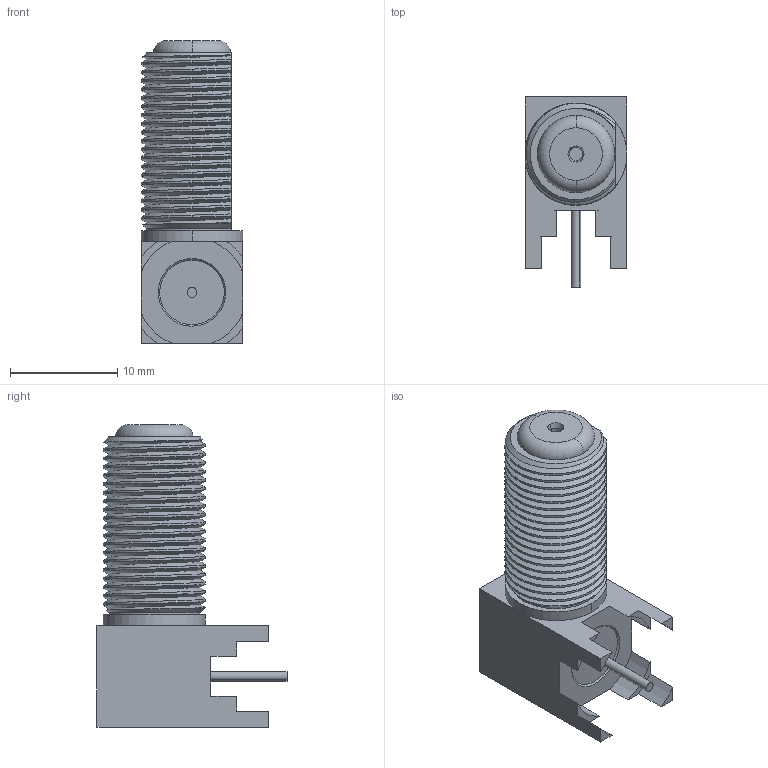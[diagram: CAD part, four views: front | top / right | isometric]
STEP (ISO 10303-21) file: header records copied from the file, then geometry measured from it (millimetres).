
FILE_DESCRIPTION((''),'2;1');
FILE_NAME('733300030','2019-11-26T',('gga'),(''),'PRO/ENGINEER BY PARAMETRIC TECHNOLOGY CORPORATION, 2016010','PRO/ENGINEER BY PARAMETRIC TECHNOLOGY CORPORATION, 2016010','');
FILE_SCHEMA(('CONFIG_CONTROL_DESIGN'));
Length unit declared in the file: millimetre
Products named in the file (1): 733300030
Bounding box: 9.5 x 17.7 x 28.2 mm (x, y, z)
Volume: 2129.9 mm3; surface area: 1539.6 mm2
Topology: 1 solids, 1 shells, 148 faces, 443 edges, 302 vertices
Faces by surface type: cylinder 74, bspline 42, plane 23, cone 7, torus 2
Entity records: 11677 total; most frequent: CARTESIAN_POINT 8152, ORIENTED_EDGE 866, DIRECTION 495, EDGE_CURVE 433, VERTEX_POINT 292, B_SPLINE_CURVE_WITH_KNOTS 232, AXIS2_PLACEMENT_3D 177, EDGE_LOOP 153
